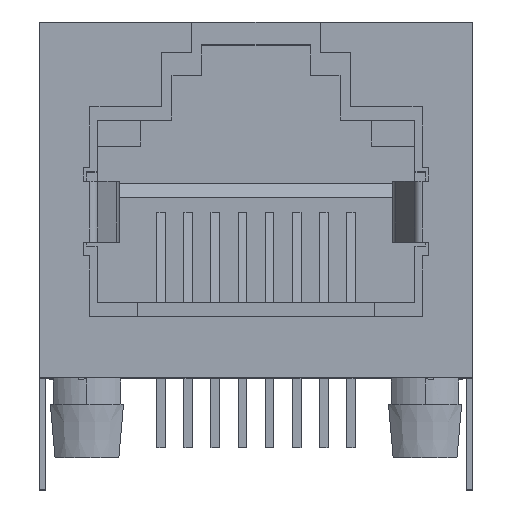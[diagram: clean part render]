
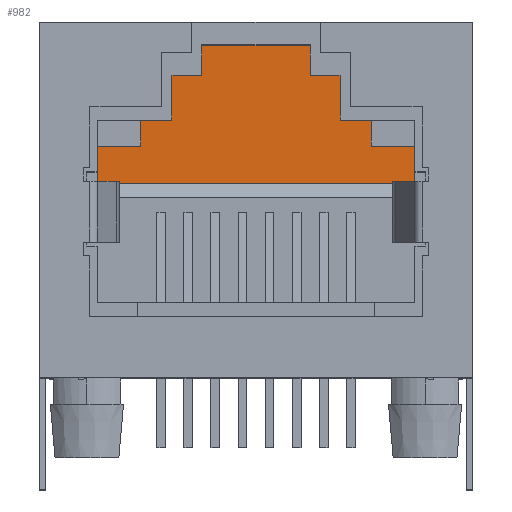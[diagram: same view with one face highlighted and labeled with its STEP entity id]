
A CAD part, top view. The second image highlights one B-rep face of the part: STEP entity #982.
In plain terms, the highlighted planar face has unit normal (0, 0, 1).
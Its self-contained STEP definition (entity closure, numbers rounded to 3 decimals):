
#167 = LINE ( 'NONE', #919, #13784 ) ;
#188 = LINE ( 'NONE', #1652, #12322 ) ;
#284 = VECTOR ( 'NONE', #7928, 1000. ) ;
#308 = VERTEX_POINT ( 'NONE', #7728 ) ;
#312 = LINE ( 'NONE', #7776, #3607 ) ;
#347 = DIRECTION ( 'NONE',  ( 0., -1., 0. ) ) ;
#554 = LINE ( 'NONE', #3121, #14946 ) ;
#711 = CARTESIAN_POINT ( 'NONE',  ( -3.15, 12.116, -12.388 ) ) ;
#756 = EDGE_CURVE ( 'NONE', #7693, #5384, #8153, .T. ) ;
#919 = CARTESIAN_POINT ( 'NONE',  ( 2.032, 13.208, -12.388 ) ) ;
#955 = CARTESIAN_POINT ( 'NONE',  ( -5.956, 7.366, -12.388 ) ) ;
#958 = EDGE_CURVE ( 'NONE', #2031, #5380, #2086, .T. ) ;
#982 = ADVANCED_FACE ( 'NONE', ( #13518 ), #9311, .T. ) ;
#1049 = VERTEX_POINT ( 'NONE', #13063 ) ;
#1208 = CARTESIAN_POINT ( 'NONE',  ( 4.318, 9.728, -12.388 ) ) ;
#1250 = CARTESIAN_POINT ( 'NONE',  ( 3.15, 12.116, -12.388 ) ) ;
#1316 = LINE ( 'NONE', #12158, #8463 ) ;
#1390 = CARTESIAN_POINT ( 'NONE',  ( 2.032, 12.548, -12.388 ) ) ;
#1425 = CARTESIAN_POINT ( 'NONE',  ( 3.15, 9.728, -12.388 ) ) ;
#1481 = LINE ( 'NONE', #955, #14219 ) ;
#1652 = CARTESIAN_POINT ( 'NONE',  ( -7.874, 9.728, -12.388 ) ) ;
#1746 = EDGE_CURVE ( 'NONE', #14734, #12144, #1316, .T. ) ;
#2031 = VERTEX_POINT ( 'NONE', #5109 ) ;
#2086 = LINE ( 'NONE', #7119, #10387 ) ;
#2137 = VECTOR ( 'NONE', #9756, 1000. ) ;
#2206 = ORIENTED_EDGE ( 'NONE', *, *, #4259, .T. ) ;
#2305 = LINE ( 'NONE', #13373, #11883 ) ;
#2339 = LINE ( 'NONE', #12927, #3467 ) ;
#2497 = EDGE_CURVE ( 'NONE', #12144, #3067, #167, .T. ) ;
#2558 = VERTEX_POINT ( 'NONE', #15016 ) ;
#2914 = CARTESIAN_POINT ( 'NONE',  ( -2.032, 12.548, -12.388 ) ) ;
#2944 = ORIENTED_EDGE ( 'NONE', *, *, #756, .T. ) ;
#3067 = VERTEX_POINT ( 'NONE', #1390 ) ;
#3121 = CARTESIAN_POINT ( 'NONE',  ( -5.956, 9.728, -12.388 ) ) ;
#3285 = DIRECTION ( 'NONE',  ( 0., 1., 0. ) ) ;
#3315 = DIRECTION ( 'NONE',  ( 1., 0., 0. ) ) ;
#3452 = LINE ( 'NONE', #1208, #8967 ) ;
#3467 = VECTOR ( 'NONE', #5879, 1000. ) ;
#3484 = EDGE_CURVE ( 'NONE', #13504, #2558, #554, .T. ) ;
#3518 = CARTESIAN_POINT ( 'NONE',  ( 4.318, 9.728, -12.388 ) ) ;
#3607 = VECTOR ( 'NONE', #10062, 1000. ) ;
#3629 = DIRECTION ( 'NONE',  ( 1., 0., 0. ) ) ;
#3896 = VECTOR ( 'NONE', #8149, 1000. ) ;
#4074 = LINE ( 'NONE', #9207, #3896 ) ;
#4083 = CARTESIAN_POINT ( 'NONE',  ( 5.956, 13.208, -12.388 ) ) ;
#4259 = EDGE_CURVE ( 'NONE', #9106, #13504, #2339, .T. ) ;
#4558 = ORIENTED_EDGE ( 'NONE', *, *, #8560, .T. ) ;
#4570 = VECTOR ( 'NONE', #5356, 1000. ) ;
#4577 = EDGE_CURVE ( 'NONE', #9016, #1049, #3452, .T. ) ;
#4913 = CARTESIAN_POINT ( 'NONE',  ( -3.15, 13.208, -12.388 ) ) ;
#5109 = CARTESIAN_POINT ( 'NONE',  ( -2.032, 12.116, -12.388 ) ) ;
#5300 = ORIENTED_EDGE ( 'NONE', *, *, #4577, .F. ) ;
#5356 = DIRECTION ( 'NONE',  ( 0., 1., 0. ) ) ;
#5380 = VERTEX_POINT ( 'NONE', #711 ) ;
#5384 = VERTEX_POINT ( 'NONE', #13418 ) ;
#5725 = CARTESIAN_POINT ( 'NONE',  ( -3.15, 9.728, -12.388 ) ) ;
#5759 = VERTEX_POINT ( 'NONE', #5725 ) ;
#5798 = CARTESIAN_POINT ( 'NONE',  ( -2.032, 13.208, -12.388 ) ) ;
#5879 = DIRECTION ( 'NONE',  ( -1., 0., 0. ) ) ;
#5948 = DIRECTION ( 'NONE',  ( 0., -1., 0. ) ) ;
#5957 = EDGE_LOOP ( 'NONE', ( #10315, #2944, #9464, #5300, #9569, #12909, #8194, #9686, #7103, #12496, #8301, #10243, #4558, #9180, #2206, #8833 ) ) ;
#6588 = LINE ( 'NONE', #1425, #4570 ) ;
#7072 = LINE ( 'NONE', #5798, #284 ) ;
#7103 = ORIENTED_EDGE ( 'NONE', *, *, #12445, .T. ) ;
#7119 = CARTESIAN_POINT ( 'NONE',  ( -2.032, 12.116, -12.388 ) ) ;
#7191 = CARTESIAN_POINT ( 'NONE',  ( 2.032, 12.116, -12.388 ) ) ;
#7491 = DIRECTION ( 'NONE',  ( -1., 0., 0. ) ) ;
#7693 = VERTEX_POINT ( 'NONE', #10856 ) ;
#7728 = CARTESIAN_POINT ( 'NONE',  ( 3.15, 9.728, -12.388 ) ) ;
#7776 = CARTESIAN_POINT ( 'NONE',  ( -4.318, 13.208, -12.388 ) ) ;
#7928 = DIRECTION ( 'NONE',  ( 0., -1., 0. ) ) ;
#8061 = LINE ( 'NONE', #4913, #12506 ) ;
#8149 = DIRECTION ( 'NONE',  ( 1., 0., 0. ) ) ;
#8153 = LINE ( 'NONE', #4083, #13903 ) ;
#8194 = ORIENTED_EDGE ( 'NONE', *, *, #1746, .T. ) ;
#8301 = ORIENTED_EDGE ( 'NONE', *, *, #958, .T. ) ;
#8304 = DIRECTION ( 'NONE',  ( -1., 0., 0. ) ) ;
#8463 = VECTOR ( 'NONE', #13391, 1000. ) ;
#8560 = EDGE_CURVE ( 'NONE', #5759, #11920, #13762, .T. ) ;
#8695 = EDGE_CURVE ( 'NONE', #11920, #9106, #312, .T. ) ;
#8833 = ORIENTED_EDGE ( 'NONE', *, *, #3484, .T. ) ;
#8967 = VECTOR ( 'NONE', #5948, 1000. ) ;
#9016 = VERTEX_POINT ( 'NONE', #3518 ) ;
#9106 = VERTEX_POINT ( 'NONE', #10731 ) ;
#9180 = ORIENTED_EDGE ( 'NONE', *, *, #8695, .T. ) ;
#9207 = CARTESIAN_POINT ( 'NONE',  ( 4.318, 8.763, -12.388 ) ) ;
#9311 = PLANE ( 'NONE',  #14641 ) ;
#9464 = ORIENTED_EDGE ( 'NONE', *, *, #10860, .F. ) ;
#9569 = ORIENTED_EDGE ( 'NONE', *, *, #11803, .T. ) ;
#9686 = ORIENTED_EDGE ( 'NONE', *, *, #2497, .T. ) ;
#9756 = DIRECTION ( 'NONE',  ( -1., 0., 0. ) ) ;
#10062 = DIRECTION ( 'NONE',  ( 0., -1., 0. ) ) ;
#10243 = ORIENTED_EDGE ( 'NONE', *, *, #14417, .T. ) ;
#10281 = DIRECTION ( 'NONE',  ( 0., -1., 0. ) ) ;
#10315 = ORIENTED_EDGE ( 'NONE', *, *, #11399, .T. ) ;
#10387 = VECTOR ( 'NONE', #8304, 1000. ) ;
#10731 = CARTESIAN_POINT ( 'NONE',  ( -4.318, 8.763, -12.388 ) ) ;
#10856 = CARTESIAN_POINT ( 'NONE',  ( 5.956, 7.366, -12.388 ) ) ;
#10860 = EDGE_CURVE ( 'NONE', #1049, #5384, #4074, .T. ) ;
#10990 = CARTESIAN_POINT ( 'NONE',  ( -3.15, 9.728, -12.388 ) ) ;
#11134 = DIRECTION ( 'NONE',  ( -1., 0., 0. ) ) ;
#11399 = EDGE_CURVE ( 'NONE', #2558, #7693, #1481, .T. ) ;
#11803 = EDGE_CURVE ( 'NONE', #9016, #308, #188, .T. ) ;
#11883 = VECTOR ( 'NONE', #7491, 1000. ) ;
#11920 = VERTEX_POINT ( 'NONE', #12725 ) ;
#12144 = VERTEX_POINT ( 'NONE', #7191 ) ;
#12158 = CARTESIAN_POINT ( 'NONE',  ( -7.874, 12.116, -12.388 ) ) ;
#12322 = VECTOR ( 'NONE', #11134, 1000. ) ;
#12445 = EDGE_CURVE ( 'NONE', #3067, #15137, #2305, .T. ) ;
#12496 = ORIENTED_EDGE ( 'NONE', *, *, #12535, .T. ) ;
#12506 = VECTOR ( 'NONE', #347, 1000. ) ;
#12535 = EDGE_CURVE ( 'NONE', #15137, #2031, #7072, .T. ) ;
#12725 = CARTESIAN_POINT ( 'NONE',  ( -4.318, 9.728, -12.388 ) ) ;
#12909 = ORIENTED_EDGE ( 'NONE', *, *, #14461, .T. ) ;
#12927 = CARTESIAN_POINT ( 'NONE',  ( -7.874, 8.763, -12.388 ) ) ;
#13010 = CARTESIAN_POINT ( 'NONE',  ( -7.874, 13.208, -12.388 ) ) ;
#13063 = CARTESIAN_POINT ( 'NONE',  ( 4.318, 8.763, -12.388 ) ) ;
#13373 = CARTESIAN_POINT ( 'NONE',  ( 2.032, 12.548, -12.388 ) ) ;
#13391 = DIRECTION ( 'NONE',  ( -1., 0., 0. ) ) ;
#13418 = CARTESIAN_POINT ( 'NONE',  ( 5.956, 8.763, -12.388 ) ) ;
#13504 = VERTEX_POINT ( 'NONE', #13525 ) ;
#13518 = FACE_OUTER_BOUND ( 'NONE', #5957, .T. ) ;
#13525 = CARTESIAN_POINT ( 'NONE',  ( -5.956, 8.763, -12.388 ) ) ;
#13762 = LINE ( 'NONE', #10990, #2137 ) ;
#13784 = VECTOR ( 'NONE', #3285, 1000. ) ;
#13903 = VECTOR ( 'NONE', #14881, 1000. ) ;
#14219 = VECTOR ( 'NONE', #3315, 1000. ) ;
#14417 = EDGE_CURVE ( 'NONE', #5380, #5759, #8061, .T. ) ;
#14461 = EDGE_CURVE ( 'NONE', #308, #14734, #6588, .T. ) ;
#14641 = AXIS2_PLACEMENT_3D ( 'NONE', #13010, #15255, #3629 ) ;
#14734 = VERTEX_POINT ( 'NONE', #1250 ) ;
#14881 = DIRECTION ( 'NONE',  ( 0., 1., 0. ) ) ;
#14946 = VECTOR ( 'NONE', #10281, 1000. ) ;
#15016 = CARTESIAN_POINT ( 'NONE',  ( -5.956, 7.366, -12.388 ) ) ;
#15137 = VERTEX_POINT ( 'NONE', #2914 ) ;
#15255 = DIRECTION ( 'NONE',  ( 0., 0., 1. ) ) ;
